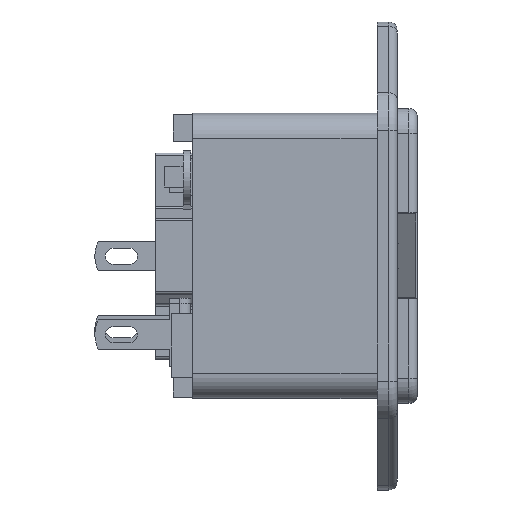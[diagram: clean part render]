
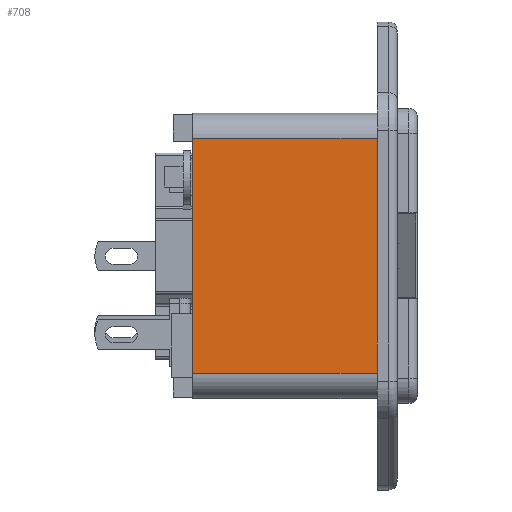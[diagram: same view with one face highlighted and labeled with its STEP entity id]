
A CAD part, top view. The second image highlights one B-rep face of the part: STEP entity #708.
In plain terms, the highlighted planar face has unit normal (0, 0, 1).
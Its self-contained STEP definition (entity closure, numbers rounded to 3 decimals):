
#708=ADVANCED_FACE('',(#2644),#2645,.T.);
#2644=FACE_OUTER_BOUND('',#5162,.T.);
#2645=PLANE('',#5163);
#5162=EDGE_LOOP('',(#12370,#12371,#12372,#12373));
#5163=AXIS2_PLACEMENT_3D('',#12374,#12375,#12376);
#12370=ORIENTED_EDGE('',*,*,#19261,.T.);
#12371=ORIENTED_EDGE('',*,*,#19026,.F.);
#12372=ORIENTED_EDGE('',*,*,#19262,.F.);
#12373=ORIENTED_EDGE('',*,*,#17090,.T.);
#12374=CARTESIAN_POINT('',(0.0,-11.163,15.43));
#12375=DIRECTION('',(0.0,0.0,1.0));
#12376=DIRECTION('',(1.0,0.0,0.0));
#17090=EDGE_CURVE('',#20670,#20668,#20671,.T.);
#19026=EDGE_CURVE('',#23908,#23910,#23911,.T.);
#19261=EDGE_CURVE('',#20668,#23910,#24372,.T.);
#19262=EDGE_CURVE('',#20670,#23908,#24373,.T.);
#20668=VERTEX_POINT('',#26576);
#20670=VERTEX_POINT('',#26578);
#20671=LINE('',#26579,#26580);
#23908=VERTEX_POINT('',#31696);
#23910=VERTEX_POINT('',#31698);
#23911=LINE('',#31699,#31700);
#24372=LINE('',#32382,#32383);
#24373=LINE('',#32384,#32385);
#26576=CARTESIAN_POINT('',(0.0,11.163,15.43));
#26578=CARTESIAN_POINT('',(0.0,-11.163,15.43));
#26579=CARTESIAN_POINT('',(0.0,-11.163,15.43));
#26580=VECTOR('',#35772,22.326);
#31696=CARTESIAN_POINT('',(-17.475,-11.163,15.43));
#31698=CARTESIAN_POINT('',(-17.475,11.163,15.43));
#31699=CARTESIAN_POINT('',(-17.475,-11.163,15.43));
#31700=VECTOR('',#37876,22.326);
#32382=CARTESIAN_POINT('',(0.0,11.163,15.43));
#32383=VECTOR('',#38137,17.475);
#32384=CARTESIAN_POINT('',(0.0,-11.163,15.43));
#32385=VECTOR('',#38138,17.475);
#35772=DIRECTION('',(0.0,1.0,0.0));
#37876=DIRECTION('',(0.0,1.0,0.0));
#38137=DIRECTION('',(-1.0,0.0,0.0));
#38138=DIRECTION('',(-1.0,0.0,0.0));
